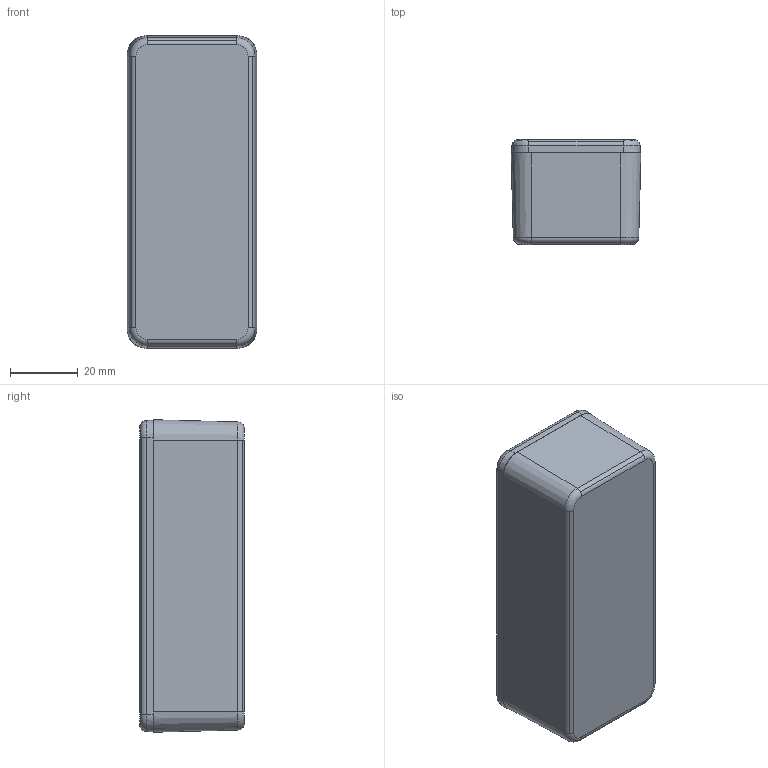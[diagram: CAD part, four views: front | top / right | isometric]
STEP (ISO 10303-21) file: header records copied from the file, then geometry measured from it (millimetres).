
FILE_DESCRIPTION (( 'STEP AP214' ), '1' );
FILE_NAME ('Panda Screamer.STEP', '2020-05-29T01:40:22', ( '' ), ( '' ), 'SwSTEP 2.0', 'SolidWorks 2020', '' );
FILE_SCHEMA (( 'AUTOMOTIVE_DESIGN' ));
Length unit declared in the file: millimetre
Products named in the file (9): Effects Board; Screw; Panda Screamer; Effects Board - PCB; Knob_6332K42; Enclosure; Body; Lid; Large Components Board - PCB
Assembly tree (9 placements, depth 3):
  Panda Screamer
    Enclosure
      Screw  x4
      Lid
      Body
    Effects Board
      Knob_6332K42
  Effects Board - PCB
  Large Components Board - PCB
Bounding box: 38.5 x 31 x 92.6 mm (x, y, z)
Volume: 29837.7 mm3; surface area: 31222.9 mm2
Topology: 8 solids, 8 shells, 943 faces, 2593 edges, 1697 vertices
Faces by surface type: plane 553, cylinder 229, bspline 74, cone 71, torus 16
Entity records: 33352 total; most frequent: CARTESIAN_POINT 6653, ORIENTED_EDGE 4764, DIRECTION 4168, EDGE_CURVE 2382, LINE 1632, VECTOR 1632, VERTEX_POINT 1559, AXIS2_PLACEMENT_3D 1268
